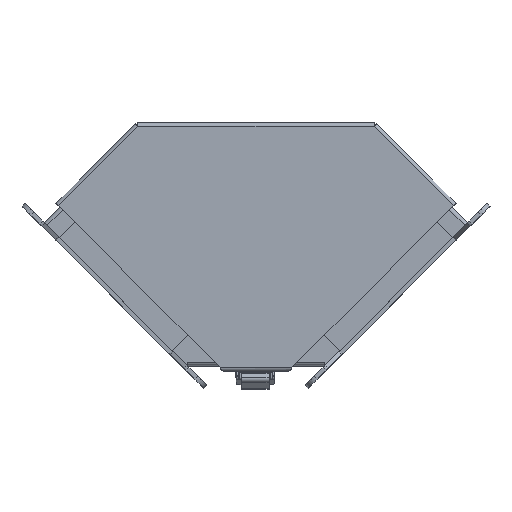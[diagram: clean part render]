
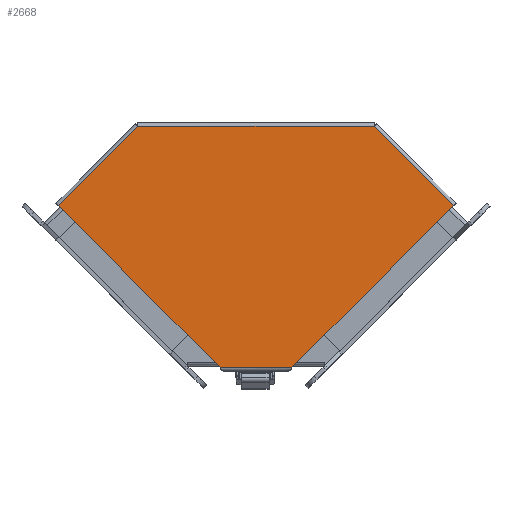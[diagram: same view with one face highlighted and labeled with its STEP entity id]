
A CAD part, top view. The second image highlights one B-rep face of the part: STEP entity #2668.
In plain terms, the highlighted planar face has unit normal (0, 0, 1).
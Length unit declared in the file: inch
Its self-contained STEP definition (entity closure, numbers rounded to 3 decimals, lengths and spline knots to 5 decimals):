
#226 = VECTOR ( 'NONE', #11561, 39.37008 ) ;
#486 = VERTEX_POINT ( 'NONE', #9030 ) ;
#724 = CARTESIAN_POINT ( 'NONE',  ( 0., 7.09254, 6.222 ) ) ;
#888 = EDGE_CURVE ( 'NONE', #3871, #6261, #10097, .T. ) ;
#997 = ORIENTED_EDGE ( 'NONE', *, *, #8135, .F. ) ;
#1493 = CARTESIAN_POINT ( 'NONE',  ( -5.85588, 4.74193, 6.222 ) ) ;
#1621 = CARTESIAN_POINT ( 'NONE',  ( 5.85588, 4.74193, 6.222 ) ) ;
#1787 = VERTEX_POINT ( 'NONE', #12107 ) ;
#1828 = AXIS2_PLACEMENT_3D ( 'NONE', #8678, #9770, #12578 ) ;
#1874 = PLANE ( 'NONE',  #1828 ) ;
#2171 = CARTESIAN_POINT ( 'NONE',  ( -5.85588, 4.74193, 6.222 ) ) ;
#2657 = VECTOR ( 'NONE', #6395, 39.37008 ) ;
#2668 = ADVANCED_FACE ( 'NONE', ( #7785 ), #1874, .F. ) ;
#3472 = CARTESIAN_POINT ( 'NONE',  ( -1.06249, -0.05146, 6.222 ) ) ;
#3665 = EDGE_CURVE ( 'NONE', #11872, #486, #7283, .T. ) ;
#3730 = EDGE_CURVE ( 'NONE', #9228, #11872, #10098, .T. ) ;
#3789 = VECTOR ( 'NONE', #4047, 39.37008 ) ;
#3871 = VERTEX_POINT ( 'NONE', #1621 ) ;
#4047 = DIRECTION ( 'NONE',  ( 0.707, -0.707, 0. ) ) ;
#4476 = CARTESIAN_POINT ( 'NONE',  ( -1.06249, -0.05146, 6.222 ) ) ;
#4976 = ORIENTED_EDGE ( 'NONE', *, *, #3665, .F. ) ;
#5126 = LINE ( 'NONE', #9012, #3789 ) ;
#5249 = DIRECTION ( 'NONE',  ( -0.707, 0.707, 0. ) ) ;
#5339 = EDGE_CURVE ( 'NONE', #486, #1787, #8422, .T. ) ;
#6261 = VERTEX_POINT ( 'NONE', #11593 ) ;
#6273 = CARTESIAN_POINT ( 'NONE',  ( 5.85588, 4.74193, 6.222 ) ) ;
#6395 = DIRECTION ( 'NONE',  ( -0.707, -0.707, 0. ) ) ;
#6441 = ORIENTED_EDGE ( 'NONE', *, *, #5339, .F. ) ;
#6865 = EDGE_CURVE ( 'NONE', #1787, #3871, #5126, .T. ) ;
#7247 = CARTESIAN_POINT ( 'NONE',  ( 0., -0.05146, 6.222 ) ) ;
#7283 = LINE ( 'NONE', #1493, #8578 ) ;
#7645 = EDGE_LOOP ( 'NONE', ( #997, #8522, #11204, #6441, #4976, #7768 ) ) ;
#7768 = ORIENTED_EDGE ( 'NONE', *, *, #3730, .F. ) ;
#7785 = FACE_OUTER_BOUND ( 'NONE', #7645, .T. ) ;
#8068 = VECTOR ( 'NONE', #11147, 39.37008 ) ;
#8135 = EDGE_CURVE ( 'NONE', #6261, #9228, #12431, .T. ) ;
#8422 = LINE ( 'NONE', #724, #226 ) ;
#8522 = ORIENTED_EDGE ( 'NONE', *, *, #888, .F. ) ;
#8578 = VECTOR ( 'NONE', #9329, 39.37008 ) ;
#8678 = CARTESIAN_POINT ( 'NONE',  ( 0., 10.75054, 6.222 ) ) ;
#9012 = CARTESIAN_POINT ( 'NONE',  ( 3.50526, 7.09254, 6.222 ) ) ;
#9030 = CARTESIAN_POINT ( 'NONE',  ( -3.50526, 7.09254, 6.222 ) ) ;
#9228 = VERTEX_POINT ( 'NONE', #4476 ) ;
#9329 = DIRECTION ( 'NONE',  ( 0.707, 0.707, 0. ) ) ;
#9770 = DIRECTION ( 'NONE',  ( 0., 0., -1. ) ) ;
#10097 = LINE ( 'NONE', #6273, #2657 ) ;
#10098 = LINE ( 'NONE', #3472, #10830 ) ;
#10830 = VECTOR ( 'NONE', #5249, 39.37008 ) ;
#11147 = DIRECTION ( 'NONE',  ( -1., 0., 0. ) ) ;
#11204 = ORIENTED_EDGE ( 'NONE', *, *, #6865, .F. ) ;
#11561 = DIRECTION ( 'NONE',  ( 1., 0., 0. ) ) ;
#11593 = CARTESIAN_POINT ( 'NONE',  ( 1.06249, -0.05146, 6.222 ) ) ;
#11872 = VERTEX_POINT ( 'NONE', #2171 ) ;
#12107 = CARTESIAN_POINT ( 'NONE',  ( 3.50526, 7.09254, 6.222 ) ) ;
#12431 = LINE ( 'NONE', #7247, #8068 ) ;
#12578 = DIRECTION ( 'NONE',  ( -1., 0., 0. ) ) ;
